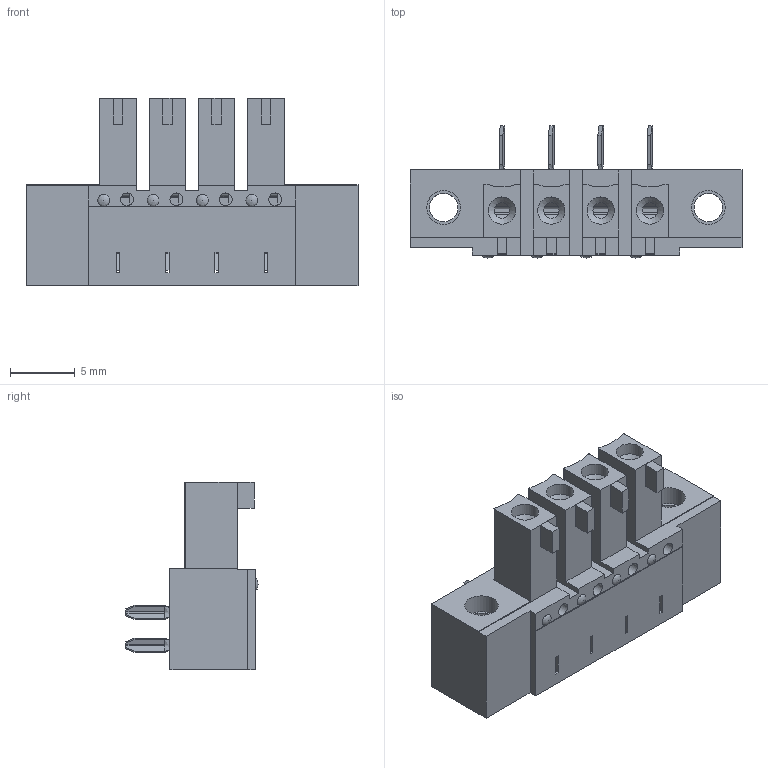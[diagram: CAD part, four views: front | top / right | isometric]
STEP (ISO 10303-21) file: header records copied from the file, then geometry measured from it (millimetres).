
FILE_DESCRIPTION(/* description */ ('Unknown'),/* implementation_level */ '2;1');
FILE_NAME(/* name */ '691310340004',/* time_stamp */ '2016-04-19T08:39:49+02:00',/* author */ ('Unknown'),/* organization */ ('Unknown'),/* preprocessor_version */ 'ST-DEVELOPER v16',/* originating_system */ 'DEX',/* authorisation */ $);
FILE_SCHEMA (('AUTOMOTIVE_DESIGN {1 0 10303 214 3 1 1}'));
Length unit declared in the file: millimetre
Products named in the file (4): 6913103400xx; 691308330004; 6913093400xx_Pin; 6913103400xx_Thread
Assembly tree (7 placements, depth 2):
  6913103400xx
    691308330004
    6913093400xx_Pin  x4
    6913103400xx_Thread  x2
Bounding box: 25.63 x 10.2 x 14.5 mm (x, y, z)
Volume: 1025.2 mm3; surface area: 2932.5 mm2
Topology: 7 solids, 7 shells, 764 faces, 2100 edges, 1348 vertices
Faces by surface type: plane 594, cylinder 126, bspline 36, cone 4, torus 4
Full cylindrical faces by diameter (mm): 1 x4, 1.2 x4, 2.1 x4, 2.2 x2, 2.6 x2
Entity records: 15367 total; most frequent: CARTESIAN_POINT 3827, ORIENTED_EDGE 2426, DIRECTION 2185, EDGE_CURVE 1213, LINE 1057, VECTOR 1057, VERTEX_POINT 802, AXIS2_PLACEMENT_3D 564
